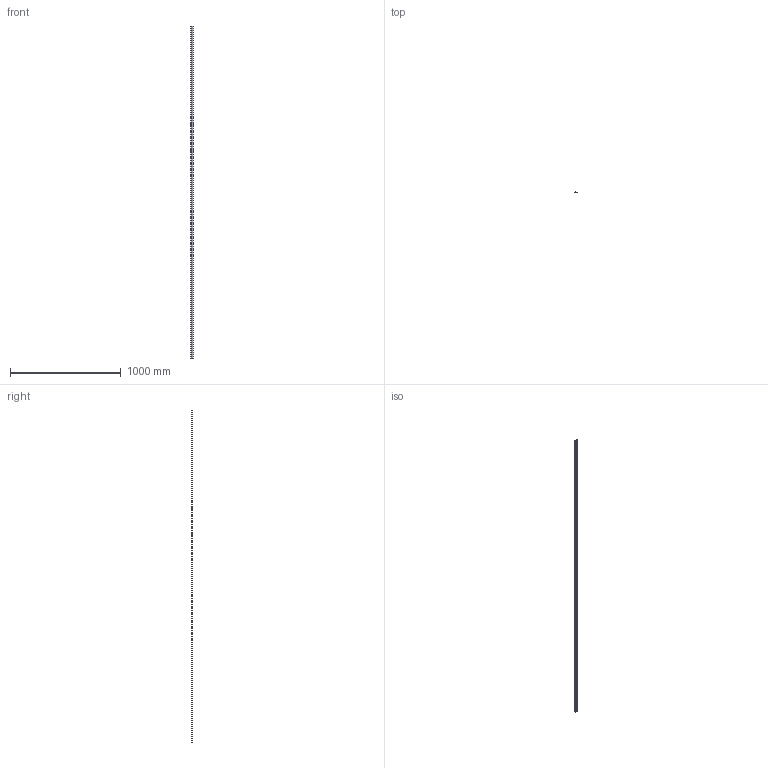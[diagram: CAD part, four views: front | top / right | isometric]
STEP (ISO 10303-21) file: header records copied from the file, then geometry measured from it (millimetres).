
FILE_DESCRIPTION(/* description */ (''),/* implementation_level */ '2;1');
FILE_NAME(/* name */ '60_300.stp',/* time_stamp */ '2019-08-05T14:45:12+02:00',/* author */ ('AB'),/* organization */ (''),/* preprocessor_version */ 'ST-DEVELOPER v17.2',/* originating_system */ 'Autodesk Inventor 2019',/* authorisation */ '');
FILE_SCHEMA (('AUTOMOTIVE_DESIGN { 1 0 10303 214 3 1 1 }'));
Length unit declared in the file: millimetre
Products named in the file (1): 60_300
Bounding box: 22 x 8.6 x 3000 mm (x, y, z)
Volume: 146935 mm3; surface area: 192865.1 mm2
Topology: 1 solids, 1 shells, 24 faces, 66 edges, 44 vertices
Faces by surface type: plane 17, cylinder 7
Entity records: 814 total; most frequent: CARTESIAN_POINT 135, ORIENTED_EDGE 132, DIRECTION 130, EDGE_CURVE 66, LINE 52, VECTOR 52, VERTEX_POINT 44, AXIS2_PLACEMENT_3D 39
